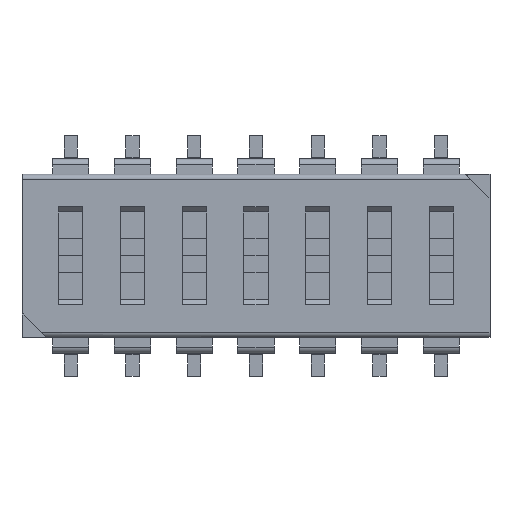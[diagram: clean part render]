
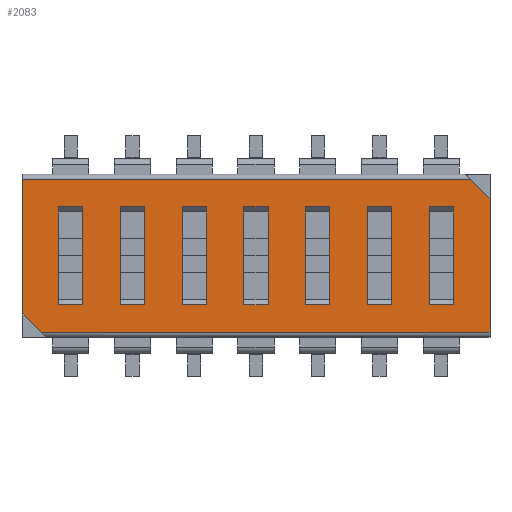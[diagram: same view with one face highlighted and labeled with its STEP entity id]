
A CAD part, top view. The second image highlights one B-rep face of the part: STEP entity #2083.
In plain terms, the highlighted face is planar.
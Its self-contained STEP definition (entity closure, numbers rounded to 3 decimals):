
#509 = VERTEX_POINT('',#510);
#510 = CARTESIAN_POINT('',(8.119,4.2,2.01));
#516 = EDGE_CURVE('',#509,#517,#519,.T.);
#517 = VERTEX_POINT('',#518);
#518 = CARTESIAN_POINT('',(8.119,4.2,-2.01));
#519 = LINE('',#520,#521);
#520 = CARTESIAN_POINT('',(8.119,4.2,1.81));
#521 = VECTOR('',#522,1.);
#522 = DIRECTION('',(0.,0.,-1.));
#565 = VERTEX_POINT('',#566);
#566 = CARTESIAN_POINT('',(7.121,4.2,-2.01));
#572 = EDGE_CURVE('',#565,#573,#575,.T.);
#573 = VERTEX_POINT('',#574);
#574 = CARTESIAN_POINT('',(7.121,4.2,2.01));
#575 = LINE('',#576,#577);
#576 = CARTESIAN_POINT('',(7.121,4.2,1.81));
#577 = VECTOR('',#578,1.);
#578 = DIRECTION('',(-0.,-0.,1.));
#685 = VERTEX_POINT('',#686);
#686 = CARTESIAN_POINT('',(5.579,4.2,2.01));
#692 = EDGE_CURVE('',#685,#693,#695,.T.);
#693 = VERTEX_POINT('',#694);
#694 = CARTESIAN_POINT('',(5.579,4.2,-2.01));
#695 = LINE('',#696,#697);
#696 = CARTESIAN_POINT('',(5.579,4.2,1.81));
#697 = VECTOR('',#698,1.);
#698 = DIRECTION('',(0.,0.,-1.));
#741 = VERTEX_POINT('',#742);
#742 = CARTESIAN_POINT('',(4.581,4.2,-2.01));
#748 = EDGE_CURVE('',#741,#749,#751,.T.);
#749 = VERTEX_POINT('',#750);
#750 = CARTESIAN_POINT('',(4.581,4.2,2.01));
#751 = LINE('',#752,#753);
#752 = CARTESIAN_POINT('',(4.581,4.2,1.81));
#753 = VECTOR('',#754,1.);
#754 = DIRECTION('',(-0.,-0.,1.));
#861 = VERTEX_POINT('',#862);
#862 = CARTESIAN_POINT('',(3.039,4.2,2.01));
#868 = EDGE_CURVE('',#861,#869,#871,.T.);
#869 = VERTEX_POINT('',#870);
#870 = CARTESIAN_POINT('',(3.039,4.2,-2.01));
#871 = LINE('',#872,#873);
#872 = CARTESIAN_POINT('',(3.039,4.2,1.81));
#873 = VECTOR('',#874,1.);
#874 = DIRECTION('',(0.,0.,-1.));
#917 = VERTEX_POINT('',#918);
#918 = CARTESIAN_POINT('',(2.041,4.2,-2.01));
#924 = EDGE_CURVE('',#917,#925,#927,.T.);
#925 = VERTEX_POINT('',#926);
#926 = CARTESIAN_POINT('',(2.041,4.2,2.01));
#927 = LINE('',#928,#929);
#928 = CARTESIAN_POINT('',(2.041,4.2,1.81));
#929 = VECTOR('',#930,1.);
#930 = DIRECTION('',(-0.,-0.,1.));
#1037 = VERTEX_POINT('',#1038);
#1038 = CARTESIAN_POINT('',(0.499,4.2,2.01));
#1044 = EDGE_CURVE('',#1037,#1045,#1047,.T.);
#1045 = VERTEX_POINT('',#1046);
#1046 = CARTESIAN_POINT('',(0.499,4.2,-2.01));
#1047 = LINE('',#1048,#1049);
#1048 = CARTESIAN_POINT('',(0.499,4.2,1.81));
#1049 = VECTOR('',#1050,1.);
#1050 = DIRECTION('',(0.,0.,-1.));
#1093 = VERTEX_POINT('',#1094);
#1094 = CARTESIAN_POINT('',(-0.499,4.2,-2.01));
#1100 = EDGE_CURVE('',#1093,#1101,#1103,.T.);
#1101 = VERTEX_POINT('',#1102);
#1102 = CARTESIAN_POINT('',(-0.499,4.2,2.01));
#1103 = LINE('',#1104,#1105);
#1104 = CARTESIAN_POINT('',(-0.499,4.2,1.81));
#1105 = VECTOR('',#1106,1.);
#1106 = DIRECTION('',(-0.,-0.,1.));
#1213 = VERTEX_POINT('',#1214);
#1214 = CARTESIAN_POINT('',(-2.041,4.2,2.01));
#1220 = EDGE_CURVE('',#1213,#1221,#1223,.T.);
#1221 = VERTEX_POINT('',#1222);
#1222 = CARTESIAN_POINT('',(-2.041,4.2,-2.01));
#1223 = LINE('',#1224,#1225);
#1224 = CARTESIAN_POINT('',(-2.041,4.2,1.81));
#1225 = VECTOR('',#1226,1.);
#1226 = DIRECTION('',(0.,0.,-1.));
#1269 = VERTEX_POINT('',#1270);
#1270 = CARTESIAN_POINT('',(-3.039,4.2,-2.01));
#1276 = EDGE_CURVE('',#1269,#1277,#1279,.T.);
#1277 = VERTEX_POINT('',#1278);
#1278 = CARTESIAN_POINT('',(-3.039,4.2,2.01));
#1279 = LINE('',#1280,#1281);
#1280 = CARTESIAN_POINT('',(-3.039,4.2,1.81));
#1281 = VECTOR('',#1282,1.);
#1282 = DIRECTION('',(-0.,-0.,1.));
#1389 = VERTEX_POINT('',#1390);
#1390 = CARTESIAN_POINT('',(-4.581,4.2,2.01));
#1396 = EDGE_CURVE('',#1389,#1397,#1399,.T.);
#1397 = VERTEX_POINT('',#1398);
#1398 = CARTESIAN_POINT('',(-4.581,4.2,-2.01));
#1399 = LINE('',#1400,#1401);
#1400 = CARTESIAN_POINT('',(-4.581,4.2,1.81));
#1401 = VECTOR('',#1402,1.);
#1402 = DIRECTION('',(0.,0.,-1.));
#1445 = VERTEX_POINT('',#1446);
#1446 = CARTESIAN_POINT('',(-5.579,4.2,-2.01));
#1452 = EDGE_CURVE('',#1445,#1453,#1455,.T.);
#1453 = VERTEX_POINT('',#1454);
#1454 = CARTESIAN_POINT('',(-5.579,4.2,2.01));
#1455 = LINE('',#1456,#1457);
#1456 = CARTESIAN_POINT('',(-5.579,4.2,1.81));
#1457 = VECTOR('',#1458,1.);
#1458 = DIRECTION('',(-0.,-0.,1.));
#1565 = VERTEX_POINT('',#1566);
#1566 = CARTESIAN_POINT('',(-7.121,4.2,2.01));
#1572 = EDGE_CURVE('',#1565,#1573,#1575,.T.);
#1573 = VERTEX_POINT('',#1574);
#1574 = CARTESIAN_POINT('',(-7.121,4.2,-2.01));
#1575 = LINE('',#1576,#1577);
#1576 = CARTESIAN_POINT('',(-7.121,4.2,1.81));
#1577 = VECTOR('',#1578,1.);
#1578 = DIRECTION('',(0.,0.,-1.));
#1621 = VERTEX_POINT('',#1622);
#1622 = CARTESIAN_POINT('',(-8.119,4.2,-2.01));
#1628 = EDGE_CURVE('',#1621,#1629,#1631,.T.);
#1629 = VERTEX_POINT('',#1630);
#1630 = CARTESIAN_POINT('',(-8.119,4.2,2.01));
#1631 = LINE('',#1632,#1633);
#1632 = CARTESIAN_POINT('',(-8.119,4.2,1.81));
#1633 = VECTOR('',#1634,1.);
#1634 = DIRECTION('',(-0.,-0.,1.));
#2054 = EDGE_CURVE('',#2055,#2057,#2059,.T.);
#2055 = VERTEX_POINT('',#2056);
#2056 = CARTESIAN_POINT('',(8.825,4.2,-3.15));
#2057 = VERTEX_POINT('',#2058);
#2058 = CARTESIAN_POINT('',(-9.625,4.2,-3.15));
#2059 = LINE('',#2060,#2061);
#2060 = CARTESIAN_POINT('',(9.625,4.2,-3.15));
#2061 = VECTOR('',#2062,1.);
#2062 = DIRECTION('',(-1.,-0.,-0.));
#2083 = ADVANCED_FACE('',(#2084,#2100,#2116,#2132,#2148,#2164,#2180,
    #2196),#2237,.F.);
#2084 = FACE_BOUND('',#2085,.T.);
#2085 = EDGE_LOOP('',(#2086,#2087,#2093,#2094));
#2086 = ORIENTED_EDGE('',*,*,#1628,.F.);
#2087 = ORIENTED_EDGE('',*,*,#2088,.T.);
#2088 = EDGE_CURVE('',#1621,#1573,#2089,.T.);
#2089 = LINE('',#2090,#2091);
#2090 = CARTESIAN_POINT('',(9.625,4.2,-2.01));
#2091 = VECTOR('',#2092,1.);
#2092 = DIRECTION('',(1.,0.,0.));
#2093 = ORIENTED_EDGE('',*,*,#1572,.F.);
#2094 = ORIENTED_EDGE('',*,*,#2095,.T.);
#2095 = EDGE_CURVE('',#1565,#1629,#2096,.T.);
#2096 = LINE('',#2097,#2098);
#2097 = CARTESIAN_POINT('',(9.625,4.2,2.01));
#2098 = VECTOR('',#2099,1.);
#2099 = DIRECTION('',(-1.,0.,0.));
#2100 = FACE_BOUND('',#2101,.T.);
#2101 = EDGE_LOOP('',(#2102,#2103,#2109,#2110));
#2102 = ORIENTED_EDGE('',*,*,#1452,.F.);
#2103 = ORIENTED_EDGE('',*,*,#2104,.T.);
#2104 = EDGE_CURVE('',#1445,#1397,#2105,.T.);
#2105 = LINE('',#2106,#2107);
#2106 = CARTESIAN_POINT('',(9.625,4.2,-2.01));
#2107 = VECTOR('',#2108,1.);
#2108 = DIRECTION('',(1.,0.,0.));
#2109 = ORIENTED_EDGE('',*,*,#1396,.F.);
#2110 = ORIENTED_EDGE('',*,*,#2111,.T.);
#2111 = EDGE_CURVE('',#1389,#1453,#2112,.T.);
#2112 = LINE('',#2113,#2114);
#2113 = CARTESIAN_POINT('',(9.625,4.2,2.01));
#2114 = VECTOR('',#2115,1.);
#2115 = DIRECTION('',(-1.,0.,0.));
#2116 = FACE_BOUND('',#2117,.T.);
#2117 = EDGE_LOOP('',(#2118,#2119,#2125,#2126));
#2118 = ORIENTED_EDGE('',*,*,#1276,.F.);
#2119 = ORIENTED_EDGE('',*,*,#2120,.T.);
#2120 = EDGE_CURVE('',#1269,#1221,#2121,.T.);
#2121 = LINE('',#2122,#2123);
#2122 = CARTESIAN_POINT('',(9.625,4.2,-2.01));
#2123 = VECTOR('',#2124,1.);
#2124 = DIRECTION('',(1.,0.,0.));
#2125 = ORIENTED_EDGE('',*,*,#1220,.F.);
#2126 = ORIENTED_EDGE('',*,*,#2127,.T.);
#2127 = EDGE_CURVE('',#1213,#1277,#2128,.T.);
#2128 = LINE('',#2129,#2130);
#2129 = CARTESIAN_POINT('',(9.625,4.2,2.01));
#2130 = VECTOR('',#2131,1.);
#2131 = DIRECTION('',(-1.,0.,0.));
#2132 = FACE_BOUND('',#2133,.T.);
#2133 = EDGE_LOOP('',(#2134,#2135,#2141,#2142));
#2134 = ORIENTED_EDGE('',*,*,#1100,.F.);
#2135 = ORIENTED_EDGE('',*,*,#2136,.T.);
#2136 = EDGE_CURVE('',#1093,#1045,#2137,.T.);
#2137 = LINE('',#2138,#2139);
#2138 = CARTESIAN_POINT('',(9.625,4.2,-2.01));
#2139 = VECTOR('',#2140,1.);
#2140 = DIRECTION('',(1.,0.,0.));
#2141 = ORIENTED_EDGE('',*,*,#1044,.F.);
#2142 = ORIENTED_EDGE('',*,*,#2143,.T.);
#2143 = EDGE_CURVE('',#1037,#1101,#2144,.T.);
#2144 = LINE('',#2145,#2146);
#2145 = CARTESIAN_POINT('',(9.625,4.2,2.01));
#2146 = VECTOR('',#2147,1.);
#2147 = DIRECTION('',(-1.,0.,0.));
#2148 = FACE_BOUND('',#2149,.T.);
#2149 = EDGE_LOOP('',(#2150,#2151,#2157,#2158));
#2150 = ORIENTED_EDGE('',*,*,#924,.F.);
#2151 = ORIENTED_EDGE('',*,*,#2152,.T.);
#2152 = EDGE_CURVE('',#917,#869,#2153,.T.);
#2153 = LINE('',#2154,#2155);
#2154 = CARTESIAN_POINT('',(9.625,4.2,-2.01));
#2155 = VECTOR('',#2156,1.);
#2156 = DIRECTION('',(1.,0.,0.));
#2157 = ORIENTED_EDGE('',*,*,#868,.F.);
#2158 = ORIENTED_EDGE('',*,*,#2159,.T.);
#2159 = EDGE_CURVE('',#861,#925,#2160,.T.);
#2160 = LINE('',#2161,#2162);
#2161 = CARTESIAN_POINT('',(9.625,4.2,2.01));
#2162 = VECTOR('',#2163,1.);
#2163 = DIRECTION('',(-1.,0.,0.));
#2164 = FACE_BOUND('',#2165,.T.);
#2165 = EDGE_LOOP('',(#2166,#2167,#2173,#2174));
#2166 = ORIENTED_EDGE('',*,*,#748,.F.);
#2167 = ORIENTED_EDGE('',*,*,#2168,.T.);
#2168 = EDGE_CURVE('',#741,#693,#2169,.T.);
#2169 = LINE('',#2170,#2171);
#2170 = CARTESIAN_POINT('',(9.625,4.2,-2.01));
#2171 = VECTOR('',#2172,1.);
#2172 = DIRECTION('',(1.,0.,0.));
#2173 = ORIENTED_EDGE('',*,*,#692,.F.);
#2174 = ORIENTED_EDGE('',*,*,#2175,.T.);
#2175 = EDGE_CURVE('',#685,#749,#2176,.T.);
#2176 = LINE('',#2177,#2178);
#2177 = CARTESIAN_POINT('',(9.625,4.2,2.01));
#2178 = VECTOR('',#2179,1.);
#2179 = DIRECTION('',(-1.,0.,0.));
#2180 = FACE_BOUND('',#2181,.T.);
#2181 = EDGE_LOOP('',(#2182,#2183,#2189,#2190));
#2182 = ORIENTED_EDGE('',*,*,#572,.F.);
#2183 = ORIENTED_EDGE('',*,*,#2184,.T.);
#2184 = EDGE_CURVE('',#565,#517,#2185,.T.);
#2185 = LINE('',#2186,#2187);
#2186 = CARTESIAN_POINT('',(9.625,4.2,-2.01));
#2187 = VECTOR('',#2188,1.);
#2188 = DIRECTION('',(1.,0.,0.));
#2189 = ORIENTED_EDGE('',*,*,#516,.F.);
#2190 = ORIENTED_EDGE('',*,*,#2191,.T.);
#2191 = EDGE_CURVE('',#509,#573,#2192,.T.);
#2192 = LINE('',#2193,#2194);
#2193 = CARTESIAN_POINT('',(9.625,4.2,2.01));
#2194 = VECTOR('',#2195,1.);
#2195 = DIRECTION('',(-1.,0.,0.));
#2196 = FACE_BOUND('',#2197,.T.);
#2197 = EDGE_LOOP('',(#2198,#2206,#2214,#2222,#2230,#2236));
#2198 = ORIENTED_EDGE('',*,*,#2199,.T.);
#2199 = EDGE_CURVE('',#2057,#2200,#2202,.T.);
#2200 = VERTEX_POINT('',#2201);
#2201 = CARTESIAN_POINT('',(-9.625,4.2,2.35));
#2202 = LINE('',#2203,#2204);
#2203 = CARTESIAN_POINT('',(-9.625,4.2,3.15));
#2204 = VECTOR('',#2205,1.);
#2205 = DIRECTION('',(-0.,-0.,1.));
#2206 = ORIENTED_EDGE('',*,*,#2207,.F.);
#2207 = EDGE_CURVE('',#2208,#2200,#2210,.T.);
#2208 = VERTEX_POINT('',#2209);
#2209 = CARTESIAN_POINT('',(-8.825,4.2,3.15));
#2210 = LINE('',#2211,#2212);
#2211 = CARTESIAN_POINT('',(-9.625,4.2,2.35));
#2212 = VECTOR('',#2213,1.);
#2213 = DIRECTION('',(-0.707,-0.,-0.707));
#2214 = ORIENTED_EDGE('',*,*,#2215,.F.);
#2215 = EDGE_CURVE('',#2216,#2208,#2218,.T.);
#2216 = VERTEX_POINT('',#2217);
#2217 = CARTESIAN_POINT('',(9.625,4.2,3.15));
#2218 = LINE('',#2219,#2220);
#2219 = CARTESIAN_POINT('',(9.625,4.2,3.15));
#2220 = VECTOR('',#2221,1.);
#2221 = DIRECTION('',(-1.,-0.,-0.));
#2222 = ORIENTED_EDGE('',*,*,#2223,.F.);
#2223 = EDGE_CURVE('',#2224,#2216,#2226,.T.);
#2224 = VERTEX_POINT('',#2225);
#2225 = CARTESIAN_POINT('',(9.625,4.2,-2.35));
#2226 = LINE('',#2227,#2228);
#2227 = CARTESIAN_POINT('',(9.625,4.2,3.15));
#2228 = VECTOR('',#2229,1.);
#2229 = DIRECTION('',(-0.,-0.,1.));
#2230 = ORIENTED_EDGE('',*,*,#2231,.F.);
#2231 = EDGE_CURVE('',#2055,#2224,#2232,.T.);
#2232 = LINE('',#2233,#2234);
#2233 = CARTESIAN_POINT('',(9.625,4.2,-2.35));
#2234 = VECTOR('',#2235,1.);
#2235 = DIRECTION('',(0.707,-0.,0.707));
#2236 = ORIENTED_EDGE('',*,*,#2054,.T.);
#2237 = PLANE('',#2238);
#2238 = AXIS2_PLACEMENT_3D('',#2239,#2240,#2241);
#2239 = CARTESIAN_POINT('',(9.625,4.2,3.15));
#2240 = DIRECTION('',(0.,-1.,0.));
#2241 = DIRECTION('',(0.,-0.,-1.));
